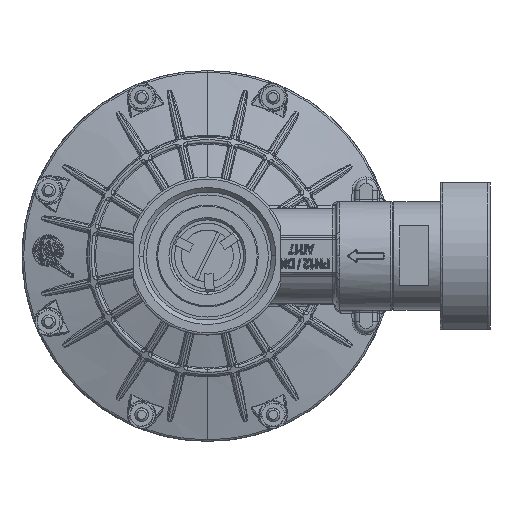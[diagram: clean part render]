
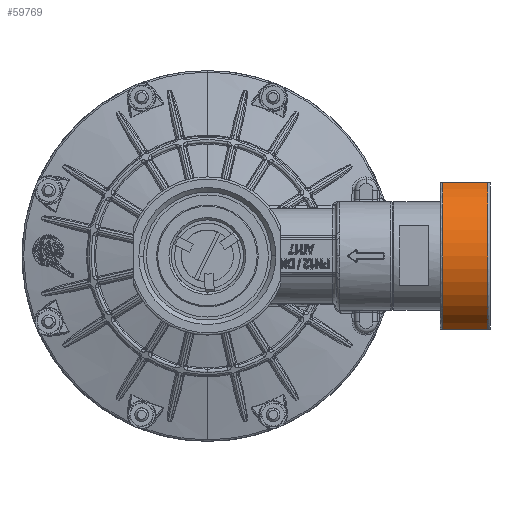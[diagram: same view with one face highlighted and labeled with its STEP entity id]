
A CAD part, front view. The second image highlights one B-rep face of the part: STEP entity #59769.
In plain terms, the highlighted cylindrical face has radius 35 mm (diameter 70 mm), a partial arc.
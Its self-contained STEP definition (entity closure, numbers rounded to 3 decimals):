
#1774 = DIRECTION ( 'NONE',  ( 0., 0., 1. ) ) ;
#5893 = CARTESIAN_POINT ( 'NONE',  ( 83.085, -34.229, -32.5 ) ) ;
#14564 = ORIENTED_EDGE ( 'NONE', *, *, #48275, .T. ) ;
#17710 = VERTEX_POINT ( 'NONE', #5893 ) ;
#19772 = EDGE_CURVE ( 'NONE', #113221, #17710, #134818, .T. ) ;
#35264 = CIRCLE ( 'NONE', #100346, 35. ) ;
#44975 = CARTESIAN_POINT ( 'NONE',  ( 103.085, -21.238, 0. ) ) ;
#46225 = EDGE_CURVE ( 'NONE', #127420, #175202, #83943, .T. ) ;
#46494 = VECTOR ( 'NONE', #149024, 1000. ) ;
#48275 = EDGE_CURVE ( 'NONE', #127420, #17710, #182794, .T. ) ;
#49862 = CARTESIAN_POINT ( 'NONE',  ( 138.773, -34.229, 32.5 ) ) ;
#51791 = CARTESIAN_POINT ( 'NONE',  ( 103.085, -34.229, -32.5 ) ) ;
#59115 = DIRECTION ( 'NONE',  ( 0., 0., -1. ) ) ;
#59319 = CARTESIAN_POINT ( 'NONE',  ( 138.773, -21.238, 0. ) ) ;
#59769 = ADVANCED_FACE ( 'NONE', ( #97895 ), #126502, .T. ) ;
#61389 = ORIENTED_EDGE ( 'NONE', *, *, #46225, .F. ) ;
#76911 = AXIS2_PLACEMENT_3D ( 'NONE', #59319, #143748, #143131 ) ;
#83943 = LINE ( 'NONE', #49862, #46494 ) ;
#86191 = DIRECTION ( 'NONE',  ( 1., 0., 0. ) ) ;
#92961 = VECTOR ( 'NONE', #138642, 1000. ) ;
#93346 = ORIENTED_EDGE ( 'NONE', *, *, #19772, .F. ) ;
#97895 = FACE_OUTER_BOUND ( 'NONE', #111239, .T. ) ;
#100346 = AXIS2_PLACEMENT_3D ( 'NONE', #44975, #143526, #59115 ) ;
#102939 = AXIS2_PLACEMENT_3D ( 'NONE', #170623, #86191, #1774 ) ;
#110342 = CARTESIAN_POINT ( 'NONE',  ( 138.773, -34.229, -32.5 ) ) ;
#111239 = EDGE_LOOP ( 'NONE', ( #61389, #14564, #93346, #156185 ) ) ;
#113221 = VERTEX_POINT ( 'NONE', #51791 ) ;
#126502 = CYLINDRICAL_SURFACE ( 'NONE', #76911, 35. ) ;
#127420 = VERTEX_POINT ( 'NONE', #165954 ) ;
#134818 = LINE ( 'NONE', #110342, #92961 ) ;
#138642 = DIRECTION ( 'NONE',  ( -1., 0., 0. ) ) ;
#143131 = DIRECTION ( 'NONE',  ( 0., 0., -1. ) ) ;
#143526 = DIRECTION ( 'NONE',  ( -1., 0., 0. ) ) ;
#143748 = DIRECTION ( 'NONE',  ( -1., 0., 0. ) ) ;
#149024 = DIRECTION ( 'NONE',  ( 1., 0., 0. ) ) ;
#156185 = ORIENTED_EDGE ( 'NONE', *, *, #171684, .T. ) ;
#165954 = CARTESIAN_POINT ( 'NONE',  ( 83.085, -34.229, 32.5 ) ) ;
#170623 = CARTESIAN_POINT ( 'NONE',  ( 83.085, -21.238, 0. ) ) ;
#171684 = EDGE_CURVE ( 'NONE', #113221, #175202, #35264, .T. ) ;
#172978 = CARTESIAN_POINT ( 'NONE',  ( 103.085, -34.229, 32.5 ) ) ;
#175202 = VERTEX_POINT ( 'NONE', #172978 ) ;
#182794 = CIRCLE ( 'NONE', #102939, 35. ) ;
